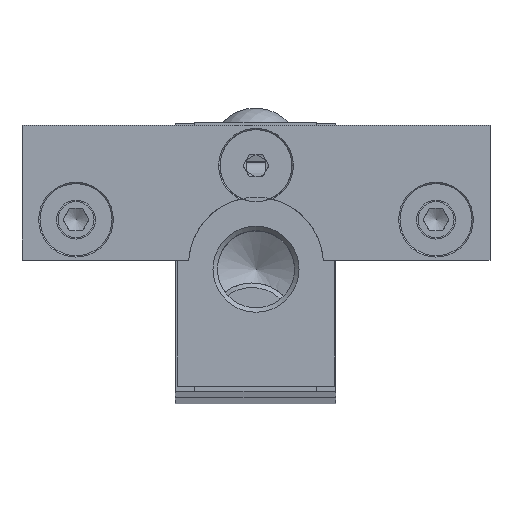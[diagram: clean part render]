
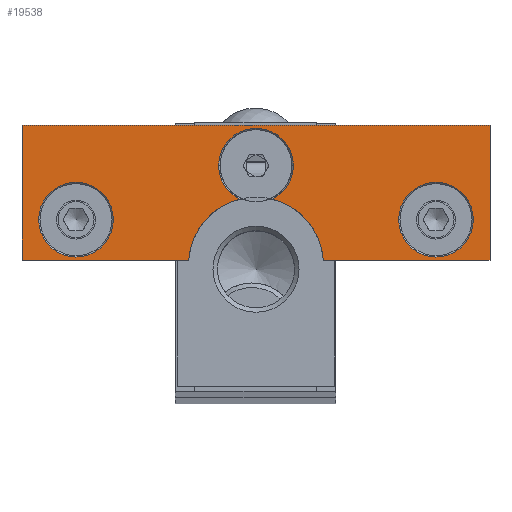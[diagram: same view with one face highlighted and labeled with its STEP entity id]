
A CAD part, top view. The second image highlights one B-rep face of the part: STEP entity #19538.
In plain terms, the highlighted planar face has unit normal (0, 0, 1).
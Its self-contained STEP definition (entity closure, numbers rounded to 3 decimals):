
#581=FACE_BOUND('',#4690,.T.);
#582=FACE_BOUND('',#4691,.T.);
#949=PLANE('',#21470);
#1485=LINE('',#33423,#2306);
#1486=LINE('',#33425,#2307);
#1487=LINE('',#33427,#2308);
#1488=LINE('',#33429,#2309);
#1489=LINE('',#33430,#2310);
#2306=VECTOR('',#25786,10.);
#2307=VECTOR('',#25787,10.);
#2308=VECTOR('',#25788,10.);
#2309=VECTOR('',#25789,10.);
#2310=VECTOR('',#25790,10.);
#3648=FACE_OUTER_BOUND('',#4689,.T.);
#4689=EDGE_LOOP('',(#14540,#14541,#14542,#14543,#14544,#14545,#14546,#14547));
#4690=EDGE_LOOP('',(#14548));
#4691=EDGE_LOOP('',(#14549));
#6250=CIRCLE('',#21437,7.5);
#6252=CIRCLE('',#21439,7.5);
#6266=CIRCLE('',#21469,4.15);
#6267=CIRCLE('',#21471,4.15);
#6268=CIRCLE('',#21472,4.15);
#8156=VERTEX_POINT('',#33288);
#8157=VERTEX_POINT('',#33293);
#8160=VERTEX_POINT('',#33299);
#8161=VERTEX_POINT('',#33301);
#8197=VERTEX_POINT('',#33417);
#8198=VERTEX_POINT('',#33422);
#8199=VERTEX_POINT('',#33424);
#8200=VERTEX_POINT('',#33426);
#8201=VERTEX_POINT('',#33428);
#8202=VERTEX_POINT('',#33431);
#10589=EDGE_CURVE('',#8157,#8156,#6250,.T.);
#10593=EDGE_CURVE('',#8161,#8160,#6252,.T.);
#10640=EDGE_CURVE('',#8197,#8197,#6266,.T.);
#10642=EDGE_CURVE('',#8161,#8156,#6267,.T.);
#10643=EDGE_CURVE('',#8160,#8198,#1485,.T.);
#10644=EDGE_CURVE('',#8198,#8199,#1486,.T.);
#10645=EDGE_CURVE('',#8199,#8200,#1487,.T.);
#10646=EDGE_CURVE('',#8200,#8201,#1488,.T.);
#10647=EDGE_CURVE('',#8201,#8157,#1489,.T.);
#10648=EDGE_CURVE('',#8202,#8202,#6268,.T.);
#14540=ORIENTED_EDGE('',*,*,#10642,.F.);
#14541=ORIENTED_EDGE('',*,*,#10593,.T.);
#14542=ORIENTED_EDGE('',*,*,#10643,.T.);
#14543=ORIENTED_EDGE('',*,*,#10644,.T.);
#14544=ORIENTED_EDGE('',*,*,#10645,.T.);
#14545=ORIENTED_EDGE('',*,*,#10646,.T.);
#14546=ORIENTED_EDGE('',*,*,#10647,.T.);
#14547=ORIENTED_EDGE('',*,*,#10589,.T.);
#14548=ORIENTED_EDGE('',*,*,#10648,.F.);
#14549=ORIENTED_EDGE('',*,*,#10640,.F.);
#19538=ADVANCED_FACE('',(#3648,#581,#582),#949,.T.);
#21437=AXIS2_PLACEMENT_3D('',#33294,#25688,#25689);
#21439=AXIS2_PLACEMENT_3D('',#33302,#25694,#25695);
#21469=AXIS2_PLACEMENT_3D('',#33418,#25779,#25780);
#21470=AXIS2_PLACEMENT_3D('',#33420,#25782,#25783);
#21471=AXIS2_PLACEMENT_3D('',#33421,#25784,#25785);
#21472=AXIS2_PLACEMENT_3D('',#33432,#25791,#25792);
#25688=DIRECTION('center_axis',(0.,0.,-1.));
#25689=DIRECTION('ref_axis',(0.998,0.067,0.));
#25694=DIRECTION('center_axis',(0.,0.,-1.));
#25695=DIRECTION('ref_axis',(0.998,0.067,0.));
#25779=DIRECTION('center_axis',(0.,0.,1.));
#25780=DIRECTION('ref_axis',(-1.,0.,0.));
#25782=DIRECTION('center_axis',(0.,0.,1.));
#25783=DIRECTION('ref_axis',(1.,0.,0.));
#25784=DIRECTION('center_axis',(0.,0.,1.));
#25785=DIRECTION('ref_axis',(-1.,0.,0.));
#25786=DIRECTION('',(1.,0.,0.));
#25787=DIRECTION('',(0.,1.,0.));
#25788=DIRECTION('',(-1.,0.,0.));
#25789=DIRECTION('',(0.,-1.,0.));
#25790=DIRECTION('',(1.,0.,0.));
#25791=DIRECTION('center_axis',(0.,0.,1.));
#25792=DIRECTION('ref_axis',(-1.,0.,0.));
#33288=CARTESIAN_POINT('',(-1.777,16.774,230.));
#33293=CARTESIAN_POINT('',(-7.433,10.,230.));
#33294=CARTESIAN_POINT('Origin',(0.05,9.5,230.));
#33299=CARTESIAN_POINT('',(7.533,10.,230.));
#33301=CARTESIAN_POINT('',(1.877,16.774,230.));
#33302=CARTESIAN_POINT('Origin',(0.05,9.5,230.));
#33417=CARTESIAN_POINT('',(24.2,14.5,230.));
#33418=CARTESIAN_POINT('Origin',(20.05,14.5,230.));
#33420=CARTESIAN_POINT('Origin',(0.05,17.949,230.));
#33421=CARTESIAN_POINT('Origin',(0.05,20.5,230.));
#33422=CARTESIAN_POINT('',(26.05,10.,230.));
#33423=CARTESIAN_POINT('',(26.05,10.,230.));
#33424=CARTESIAN_POINT('',(26.05,25.,230.));
#33425=CARTESIAN_POINT('',(26.05,25.,230.));
#33426=CARTESIAN_POINT('',(-25.95,25.,230.));
#33427=CARTESIAN_POINT('',(-25.95,25.,230.));
#33428=CARTESIAN_POINT('',(-25.95,10.,230.));
#33429=CARTESIAN_POINT('',(-25.95,10.,230.));
#33430=CARTESIAN_POINT('',(-7.433,10.,230.));
#33431=CARTESIAN_POINT('',(-15.8,14.5,230.));
#33432=CARTESIAN_POINT('Origin',(-19.95,14.5,230.));
